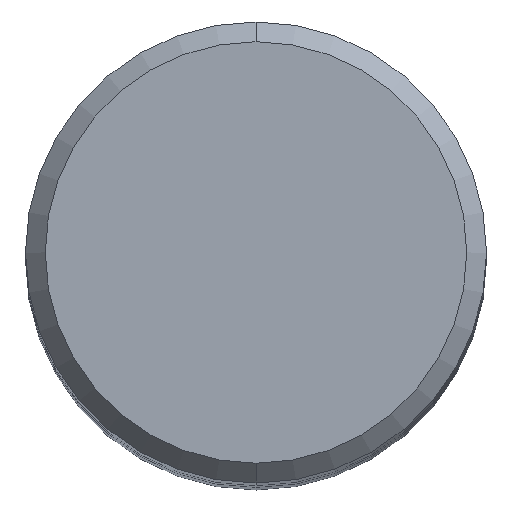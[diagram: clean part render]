
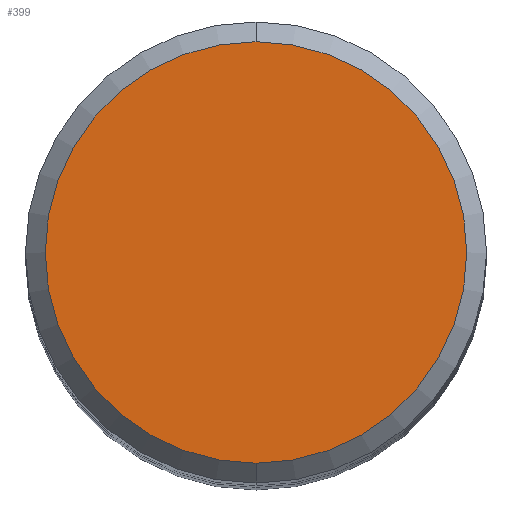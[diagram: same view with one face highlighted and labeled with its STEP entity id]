
A CAD part, top view. The second image highlights one B-rep face of the part: STEP entity #399.
In plain terms, the highlighted planar face has unit normal (0, 0, 1).
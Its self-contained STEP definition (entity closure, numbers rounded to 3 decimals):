
#171=VERTEX_POINT('',#462);
#329=EDGE_CURVE('',#171,#435,#636,.T.);
#399=ADVANCED_FACE('',(#714),#715,.T.);
#417=EDGE_CURVE('',#435,#171,#735,.T.);
#435=VERTEX_POINT('',#753);
#462=CARTESIAN_POINT('',(0.0,6.4,0.0));
#636=CIRCLE('',#1187,6.4);
#714=FACE_OUTER_BOUND('',#1359,.T.);
#715=PLANE('',#1360);
#735=CIRCLE('',#1412,6.4);
#753=CARTESIAN_POINT('',(0.,-6.4,0.0));
#1187=AXIS2_PLACEMENT_3D('',#1638,#1639,#1640);
#1359=EDGE_LOOP('',(#1720,#1721));
#1360=AXIS2_PLACEMENT_3D('',#1722,#1723,#1724);
#1412=AXIS2_PLACEMENT_3D('',#1747,#1748,#1749);
#1638=CARTESIAN_POINT('',(0.0,0.0,0.0));
#1639=DIRECTION('',(0.0,0.0,-1.0));
#1640=DIRECTION('',(0.0,1.0,0.0));
#1720=ORIENTED_EDGE('',*,*,#329,.F.);
#1721=ORIENTED_EDGE('',*,*,#417,.F.);
#1722=CARTESIAN_POINT('',(0.0,3.2,0.0));
#1723=DIRECTION('',(-0.0,0.0,1.0));
#1724=DIRECTION('',(0.0,-1.0,0.0));
#1747=CARTESIAN_POINT('',(0.0,0.0,0.0));
#1748=DIRECTION('',(0.0,0.0,-1.0));
#1749=DIRECTION('',(0.0,1.0,0.0));
